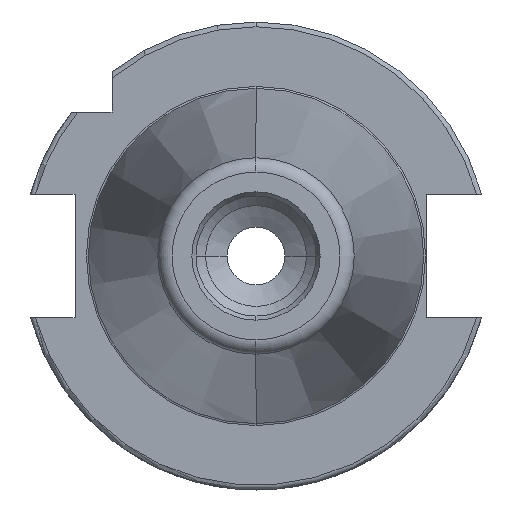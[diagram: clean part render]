
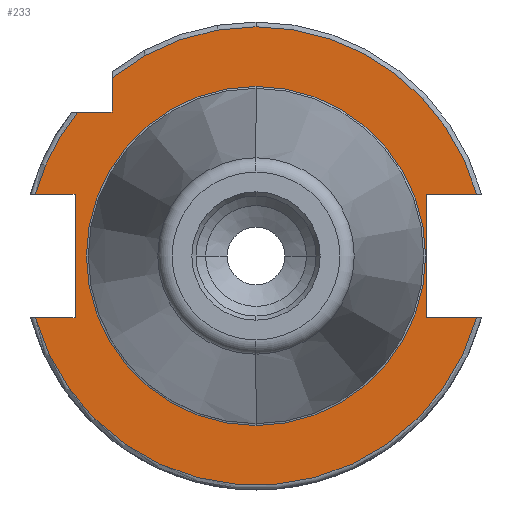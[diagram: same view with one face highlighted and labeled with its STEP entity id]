
A CAD part, left-side view. The second image highlights one B-rep face of the part: STEP entity #233.
In plain terms, the highlighted planar face has unit normal (-1, 0, 0).
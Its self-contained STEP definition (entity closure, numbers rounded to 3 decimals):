
#56 = VECTOR ( 'NONE', #1431, 1000. ) ;
#140 = AXIS2_PLACEMENT_3D ( 'NONE', #2308, #3900, #1913 ) ;
#149 = CARTESIAN_POINT ( 'NONE',  ( 3.2, -12.85, -35.5 ) ) ;
#166 = DIRECTION ( 'NONE',  ( 0., -1., 0. ) ) ;
#182 = ORIENTED_EDGE ( 'NONE', *, *, #2277, .F. ) ;
#232 = LINE ( 'NONE', #1461, #2131 ) ;
#233 = ADVANCED_FACE ( 'NONE', ( #723, #4385 ), #4721, .F. ) ;
#277 = DIRECTION ( 'NONE',  ( 0., 0., -1. ) ) ;
#280 = CARTESIAN_POINT ( 'NONE',  ( 3.2, 12.85, -35.5 ) ) ;
#373 = ORIENTED_EDGE ( 'NONE', *, *, #383, .T. ) ;
#383 = EDGE_CURVE ( 'NONE', #1967, #4859, #2984, .T. ) ;
#390 = AXIS2_PLACEMENT_3D ( 'NONE', #1297, #3667, #960 ) ;
#406 = DIRECTION ( 'NONE',  ( 0., -1., 0. ) ) ;
#408 = VECTOR ( 'NONE', #406, 1000. ) ;
#419 = ORIENTED_EDGE ( 'NONE', *, *, #4890, .T. ) ;
#430 = CARTESIAN_POINT ( 'NONE',  ( 3.2, -12.85, -45.988 ) ) ;
#466 = EDGE_CURVE ( 'NONE', #4796, #2933, #5163, .T. ) ;
#588 = DIRECTION ( 'NONE',  ( 0., 0., 1. ) ) ;
#638 = CARTESIAN_POINT ( 'NONE',  ( 3.2, 12.85, 37.7 ) ) ;
#723 = FACE_BOUND ( 'NONE', #3493, .T. ) ;
#766 = LINE ( 'NONE', #280, #1145 ) ;
#781 = CARTESIAN_POINT ( 'NONE',  ( 3.2, -12.85, -35.5 ) ) ;
#783 = DIRECTION ( 'NONE',  ( 0., -1., 0. ) ) ;
#847 = ORIENTED_EDGE ( 'NONE', *, *, #3143, .T. ) ;
#896 = ORIENTED_EDGE ( 'NONE', *, *, #4711, .T. ) ;
#940 = EDGE_CURVE ( 'NONE', #4333, #4607, #2575, .T. ) ;
#960 = DIRECTION ( 'NONE',  ( 0., -1., 0. ) ) ;
#1145 = VECTOR ( 'NONE', #5143, 1000. ) ;
#1148 = DIRECTION ( 'NONE',  ( 0., -1., 0. ) ) ;
#1154 = CIRCLE ( 'NONE', #390, 35.325 ) ;
#1166 = EDGE_CURVE ( 'NONE', #4830, #4924, #3486, .T. ) ;
#1185 = DIRECTION ( 'NONE',  ( 0., 0., -1. ) ) ;
#1297 = CARTESIAN_POINT ( 'NONE',  ( 3.2, 0., 0. ) ) ;
#1305 = EDGE_CURVE ( 'NONE', #4924, #4830, #1154, .T. ) ;
#1339 = CARTESIAN_POINT ( 'NONE',  ( 3.2, 12.85, -35.5 ) ) ;
#1384 = ORIENTED_EDGE ( 'NONE', *, *, #3245, .F. ) ;
#1431 = DIRECTION ( 'NONE',  ( 0., 0., 1. ) ) ;
#1461 = CARTESIAN_POINT ( 'NONE',  ( 3.2, -12.85, 37.7 ) ) ;
#1557 = VERTEX_POINT ( 'NONE', #4417 ) ;
#1567 = CARTESIAN_POINT ( 'NONE',  ( 3.2, 0., 0. ) ) ;
#1593 = ORIENTED_EDGE ( 'NONE', *, *, #1305, .F. ) ;
#1706 = DIRECTION ( 'NONE',  ( -1., 0., 0. ) ) ;
#1781 = CARTESIAN_POINT ( 'NONE',  ( 3.2, -12.85, 45.988 ) ) ;
#1837 = VERTEX_POINT ( 'NONE', #1850 ) ;
#1850 = CARTESIAN_POINT ( 'NONE',  ( 3.2, -37.149, 30. ) ) ;
#1913 = DIRECTION ( 'NONE',  ( 0., 1., 0. ) ) ;
#1917 = CARTESIAN_POINT ( 'NONE',  ( 3.2, 35.325, 0. ) ) ;
#1928 = DIRECTION ( 'NONE',  ( 0., -1., 0. ) ) ;
#1941 = EDGE_LOOP ( 'NONE', ( #1384, #4066, #373, #2357, #419, #182, #2831, #847, #2517, #4449, #896, #2674 ) ) ;
#1967 = VERTEX_POINT ( 'NONE', #781 ) ;
#2044 = DIRECTION ( 'NONE',  ( -1., 0., 0. ) ) ;
#2131 = VECTOR ( 'NONE', #588, 1000. ) ;
#2150 = DIRECTION ( 'NONE',  ( 0., -1., 0. ) ) ;
#2165 = AXIS2_PLACEMENT_3D ( 'NONE', #3943, #5049, #1928 ) ;
#2240 = VECTOR ( 'NONE', #3454, 1000. ) ;
#2258 = EDGE_CURVE ( 'NONE', #4859, #4874, #2906, .T. ) ;
#2277 = EDGE_CURVE ( 'NONE', #2933, #1837, #4306, .T. ) ;
#2303 = CARTESIAN_POINT ( 'NONE',  ( 3.2, -30., 38.426 ) ) ;
#2308 = CARTESIAN_POINT ( 'NONE',  ( 3.2, 35.325, 0. ) ) ;
#2329 = VERTEX_POINT ( 'NONE', #1339 ) ;
#2344 = LINE ( 'NONE', #4806, #4311 ) ;
#2357 = ORIENTED_EDGE ( 'NONE', *, *, #2258, .T. ) ;
#2376 = CIRCLE ( 'NONE', #3471, 47.75 ) ;
#2479 = AXIS2_PLACEMENT_3D ( 'NONE', #4761, #4395, #783 ) ;
#2511 = EDGE_CURVE ( 'NONE', #1557, #2905, #232, .T. ) ;
#2517 = ORIENTED_EDGE ( 'NONE', *, *, #2511, .F. ) ;
#2533 = CARTESIAN_POINT ( 'NONE',  ( 3.2, 12.85, 37.7 ) ) ;
#2551 = EDGE_CURVE ( 'NONE', #4325, #1557, #4173, .T. ) ;
#2575 = CIRCLE ( 'NONE', #2165, 47.75 ) ;
#2649 = VECTOR ( 'NONE', #277, 1000. ) ;
#2674 = ORIENTED_EDGE ( 'NONE', *, *, #940, .T. ) ;
#2680 = EDGE_CURVE ( 'NONE', #2329, #1967, #766, .T. ) ;
#2823 = CARTESIAN_POINT ( 'NONE',  ( 3.2, 0., 0. ) ) ;
#2831 = ORIENTED_EDGE ( 'NONE', *, *, #466, .F. ) ;
#2905 = VERTEX_POINT ( 'NONE', #1781 ) ;
#2906 = CIRCLE ( 'NONE', #3591, 47.75 ) ;
#2909 = CARTESIAN_POINT ( 'NONE',  ( 3.2, -35.325, 0. ) ) ;
#2933 = VERTEX_POINT ( 'NONE', #4660 ) ;
#2984 = LINE ( 'NONE', #149, #2240 ) ;
#3100 = DIRECTION ( 'NONE',  ( -1., 0., 0. ) ) ;
#3143 = EDGE_CURVE ( 'NONE', #4796, #2905, #2376, .T. ) ;
#3146 = ORIENTED_EDGE ( 'NONE', *, *, #1166, .F. ) ;
#3245 = EDGE_CURVE ( 'NONE', #2329, #4607, #2344, .T. ) ;
#3284 = CARTESIAN_POINT ( 'NONE',  ( 3.2, 12.85, -45.988 ) ) ;
#3322 = CIRCLE ( 'NONE', #4746, 47.75 ) ;
#3454 = DIRECTION ( 'NONE',  ( 0., 0., -1. ) ) ;
#3460 = CARTESIAN_POINT ( 'NONE',  ( 3.2, 12.85, 37.7 ) ) ;
#3471 = AXIS2_PLACEMENT_3D ( 'NONE', #2823, #1706, #166 ) ;
#3486 = CIRCLE ( 'NONE', #2479, 35.325 ) ;
#3493 = EDGE_LOOP ( 'NONE', ( #1593, #3146 ) ) ;
#3591 = AXIS2_PLACEMENT_3D ( 'NONE', #1567, #3100, #1148 ) ;
#3667 = DIRECTION ( 'NONE',  ( -1., 0., 0. ) ) ;
#3706 = DIRECTION ( 'NONE',  ( 0., -1., 0. ) ) ;
#3887 = VECTOR ( 'NONE', #2150, 1000. ) ;
#3900 = DIRECTION ( 'NONE',  ( 1., 0., 0. ) ) ;
#3908 = CARTESIAN_POINT ( 'NONE',  ( 3.2, -30., 30. ) ) ;
#3943 = CARTESIAN_POINT ( 'NONE',  ( 3.2, 0., 0. ) ) ;
#4066 = ORIENTED_EDGE ( 'NONE', *, *, #2680, .T. ) ;
#4070 = CARTESIAN_POINT ( 'NONE',  ( 3.2, 0., 0. ) ) ;
#4173 = LINE ( 'NONE', #2533, #3887 ) ;
#4197 = CARTESIAN_POINT ( 'NONE',  ( 3.2, -30., 37.149 ) ) ;
#4306 = LINE ( 'NONE', #3908, #408 ) ;
#4311 = VECTOR ( 'NONE', #1185, 1000. ) ;
#4325 = VERTEX_POINT ( 'NONE', #3460 ) ;
#4333 = VERTEX_POINT ( 'NONE', #4698 ) ;
#4385 = FACE_OUTER_BOUND ( 'NONE', #1941, .T. ) ;
#4395 = DIRECTION ( 'NONE',  ( -1., 0., 0. ) ) ;
#4417 = CARTESIAN_POINT ( 'NONE',  ( 3.2, -12.85, 37.7 ) ) ;
#4449 = ORIENTED_EDGE ( 'NONE', *, *, #2551, .F. ) ;
#4607 = VERTEX_POINT ( 'NONE', #3284 ) ;
#4660 = CARTESIAN_POINT ( 'NONE',  ( 3.2, -30., 30. ) ) ;
#4698 = CARTESIAN_POINT ( 'NONE',  ( 3.2, 12.85, 45.988 ) ) ;
#4711 = EDGE_CURVE ( 'NONE', #4325, #4333, #4925, .T. ) ;
#4721 = PLANE ( 'NONE',  #140 ) ;
#4746 = AXIS2_PLACEMENT_3D ( 'NONE', #4070, #2044, #3706 ) ;
#4761 = CARTESIAN_POINT ( 'NONE',  ( 3.2, 0., 0. ) ) ;
#4796 = VERTEX_POINT ( 'NONE', #4197 ) ;
#4806 = CARTESIAN_POINT ( 'NONE',  ( 3.2, 12.85, -35.5 ) ) ;
#4830 = VERTEX_POINT ( 'NONE', #1917 ) ;
#4859 = VERTEX_POINT ( 'NONE', #430 ) ;
#4874 = VERTEX_POINT ( 'NONE', #5121 ) ;
#4890 = EDGE_CURVE ( 'NONE', #4874, #1837, #3322, .T. ) ;
#4924 = VERTEX_POINT ( 'NONE', #2909 ) ;
#4925 = LINE ( 'NONE', #638, #56 ) ;
#5049 = DIRECTION ( 'NONE',  ( -1., 0., 0. ) ) ;
#5121 = CARTESIAN_POINT ( 'NONE',  ( 3.2, -47.75, 0. ) ) ;
#5143 = DIRECTION ( 'NONE',  ( 0., -1., 0. ) ) ;
#5163 = LINE ( 'NONE', #2303, #2649 ) ;
